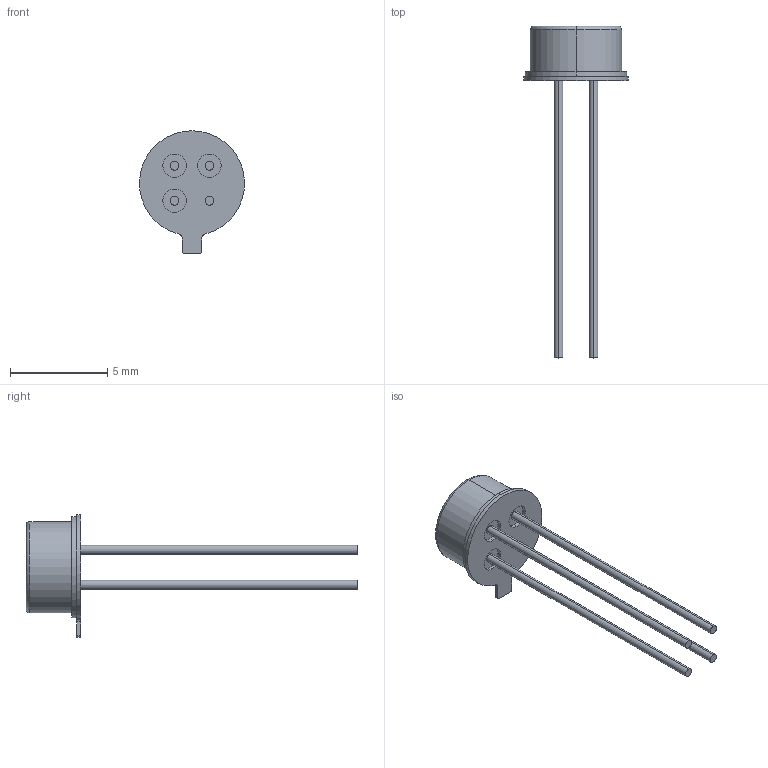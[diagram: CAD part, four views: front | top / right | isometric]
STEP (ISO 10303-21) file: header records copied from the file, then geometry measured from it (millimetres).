
FILE_DESCRIPTION (( 'STEP AP214' ), '1' );
FILE_NAME ('MLX90615SSG-DAG-000-TU.STEP', '2019-11-29T14:51:59', ( '' ), ( '' ), 'SwSTEP 2.0', 'SolidWorks 2017', '' );
FILE_SCHEMA (( 'AUTOMOTIVE_DESIGN' ));
Length unit declared in the file: millimetre
Products named in the file (1): MLX90615SSG-DAG-000-TU
Bounding box: 5.4 x 17.06 x 6.3 mm (x, y, z)
Volume: 57.7 mm3; surface area: 232.4 mm2
Topology: 7 solids, 7 shells, 48 faces, 94 edges, 62 vertices
Faces by surface type: cylinder 27, plane 19, torus 2
Entity records: 1360 total; most frequent: DIRECTION 250, CARTESIAN_POINT 205, ORIENTED_EDGE 188, AXIS2_PLACEMENT_3D 107, EDGE_CURVE 94, VERTEX_POINT 62, CIRCLE 58, EDGE_LOOP 56
